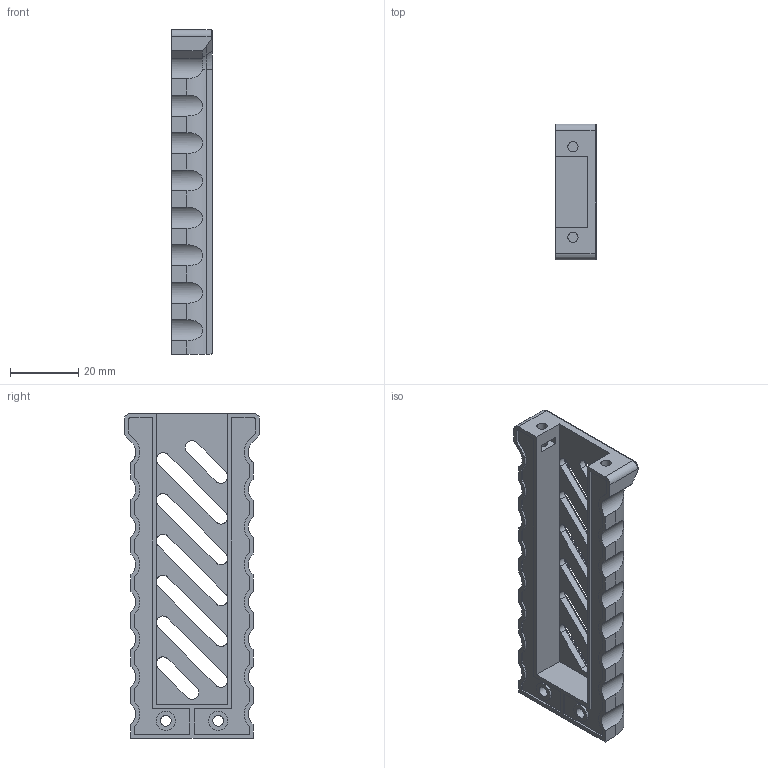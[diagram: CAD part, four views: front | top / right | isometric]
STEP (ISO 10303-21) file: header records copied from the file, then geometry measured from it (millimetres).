
FILE_DESCRIPTION(/* description */ (''),/* implementation_level */ '2;1');
FILE_NAME(/* name */ '6-battery-grip-left-textured.step',/* time_stamp */ '2022-04-06T21:19:48+01:00',/* author */ (''),/* organization */ (''),/* preprocessor_version */ 'ST-DEVELOPER v18.1',/* originating_system */ 'Autodesk Translation Framework v10.13.0.1454',/* authorisation */ '');
FILE_SCHEMA (('AUTOMOTIVE_DESIGN { 1 0 10303 214 3 1 1 }'));
Length unit declared in the file: millimetre
Products named in the file (1): 6-battery-grip-left-textured
Bounding box: 12 x 39.94 x 95.51 mm (x, y, z)
Volume: 19079 mm3; surface area: 11685.3 mm2
Topology: 1 solids, 1 shells, 236 faces, 650 edges, 424 vertices
Faces by surface type: plane 150, cylinder 80, cone 4, torus 2
Full cylindrical faces by diameter (mm): 3 x4, 3.2 x2, 5.6 x4
Entity records: 7881 total; most frequent: CARTESIAN_POINT 1654, ORIENTED_EDGE 1300, DIRECTION 1280, EDGE_CURVE 650, LINE 454, VECTOR 454, VERTEX_POINT 424, AXIS2_PLACEMENT_3D 413
